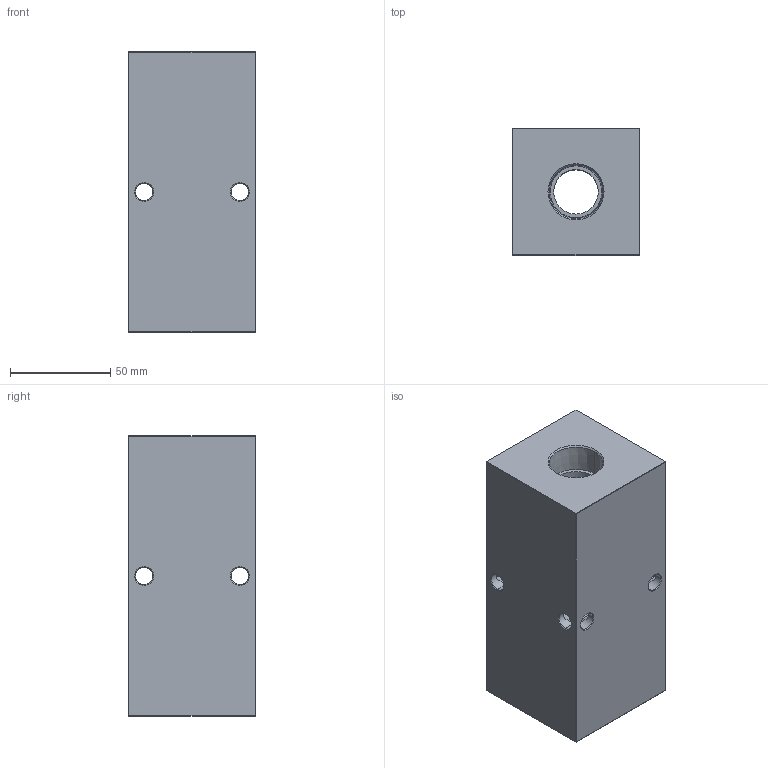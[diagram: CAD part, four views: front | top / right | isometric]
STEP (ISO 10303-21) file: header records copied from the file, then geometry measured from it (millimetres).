
FILE_DESCRIPTION (( 'STEP AP203' ), '1' );
FILE_NAME ('HM-2-90-P-12-6.STEP', '2020-10-30T14:01:57', ( '' ), ( '' ), 'SwSTEP 2.0', 'SolidWorks 2019', '' );
FILE_SCHEMA (( 'CONFIG_CONTROL_DESIGN' ));
Length unit declared in the file: inch
Products named in the file (1): HM-2-90-P-12-6
Bounding box: 63.5 x 63.5 x 139.7 mm (x, y, z)
Volume: 475012.3 mm3; surface area: 60804.2 mm2
Topology: 1 solids, 1 shells, 504 faces, 1316 edges, 856 vertices
Faces by surface type: plane 249, bspline 189, cylinder 34, cone 32
Entity records: 24941 total; most frequent: CARTESIAN_POINT 13794, ORIENTED_EDGE 2632, DIRECTION 1610, EDGE_CURVE 1316, VERTEX_POINT 856, VECTOR 818, LINE 818, EDGE_LOOP 572
